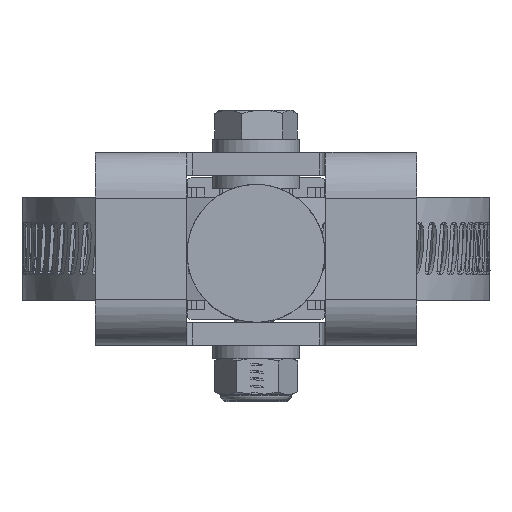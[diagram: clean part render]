
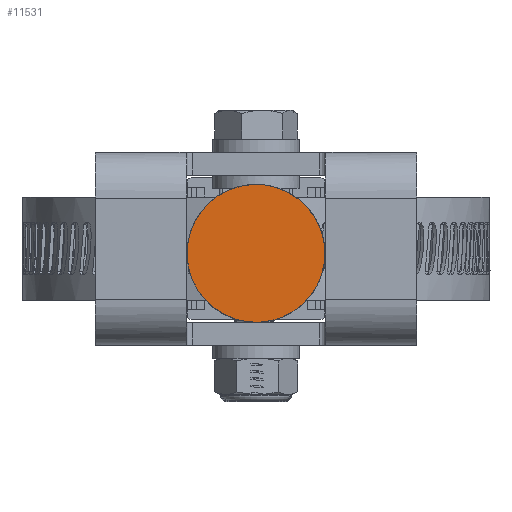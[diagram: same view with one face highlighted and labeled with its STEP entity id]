
A CAD part, front view. The second image highlights one B-rep face of the part: STEP entity #11531.
In plain terms, the highlighted planar face has unit normal (0, -1, 0).
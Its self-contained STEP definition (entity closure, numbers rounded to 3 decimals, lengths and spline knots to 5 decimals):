
#498=PLANE('',#12212);
#1181=FACE_OUTER_BOUND('',#1916,.T.);
#1916=EDGE_LOOP('',(#9970));
#3059=CIRCLE('',#12213,0.375);
#5349=VERTEX_POINT('',#36613);
#6948=EDGE_CURVE('',#5349,#5349,#3059,.T.);
#9970=ORIENTED_EDGE('',*,*,#6948,.T.);
#11531=ADVANCED_FACE('',(#1181),#498,.T.);
#12212=AXIS2_PLACEMENT_3D('',#36612,#14050,#14051);
#12213=AXIS2_PLACEMENT_3D('',#36614,#14052,#14053);
#14050=DIRECTION('center_axis',(0.,-1.,0.));
#14051=DIRECTION('ref_axis',(0.977,0.,0.215));
#14052=DIRECTION('center_axis',(0.,-1.,0.));
#14053=DIRECTION('ref_axis',(-0.215,0.,0.977));
#36612=CARTESIAN_POINT('Origin',(0.,-13.51244,
0.));
#36613=CARTESIAN_POINT('',(0.36621,-13.51244,0.08073));
#36614=CARTESIAN_POINT('Origin',(0.,-13.51244,
0.));
